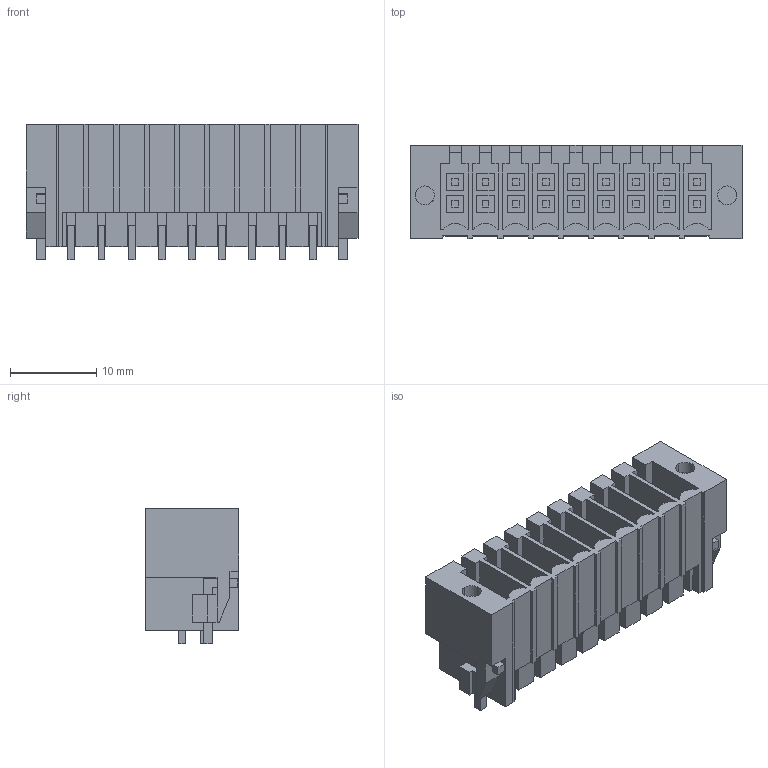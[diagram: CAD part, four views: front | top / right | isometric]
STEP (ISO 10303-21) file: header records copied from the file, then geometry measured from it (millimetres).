
FILE_DESCRIPTION(('CATIA V5 STEP Exchange','CAx-IF Rec.Pracs.--- Model Styling and Organization---1.2---2011-12-15'),'2;1');
FILE_NAME ('D1450747_0', '2018-03-29T13:01:30+00:00', ('none'), ('Weidmueller'), 'CATIA Version 5-6 Release 2014', 'CATIA V5 STEP AP214', 'none');
FILE_SCHEMA(('AUTOMOTIVE_DESIGN { 1 0 10303 214 1 1 1 1 }'));
Length unit declared in the file: millimetre
Products named in the file (1): 1290680000
Bounding box: 38.5 x 10.8 x 15.7 mm (x, y, z)
Volume: 3178.9 mm3; surface area: 6287.6 mm2
Topology: 21 solids, 21 shells, 698 faces, 2015 edges, 1389 vertices
Faces by surface type: plane 676, cylinder 22
Entity records: 21068 total; most frequent: ORIENTED_EDGE 4030, CARTESIAN_POINT 3803, DIRECTION 2743, EDGE_CURVE 2015, VECTOR 1971, LINE 1971, VERTEX_POINT 1389, EDGE_LOOP 768
